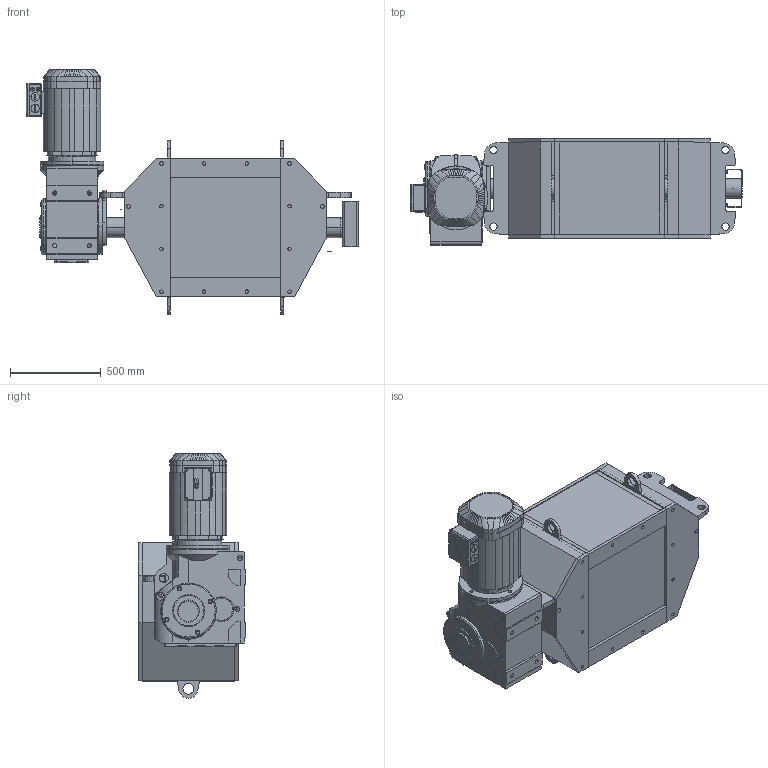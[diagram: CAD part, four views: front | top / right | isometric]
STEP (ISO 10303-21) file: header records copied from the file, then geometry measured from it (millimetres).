
FILE_DESCRIPTION (( 'STEP AP214' ), '1' );
FILE_NAME ('ROLL_CRUSHER_Kopar.STEP', '2024-02-14T12:35:19', ( '' ), ( '' ), 'SwSTEP 2.0', 'SolidWorks 2022', '' );
FILE_SCHEMA (( 'AUTOMOTIVE_DESIGN' ));
Length unit declared in the file: millimetre
Products named in the file (1): ROLL_CRUSHER_Kopar
Bounding box: 1828 x 590 x 1347.1 mm (x, y, z)
Surface area: 9685761.3 mm2 (no closed solid volume)
Topology: 0 solids, 47 shells, 878 faces, 2848 edges, 2015 vertices
Faces by surface type: plane 458, cylinder 335, bspline 80, cone 5
Entity records: 43677 total; most frequent: CARTESIAN_POINT 8855, DIRECTION 5267, ORIENTED_EDGE 4866, EDGE_CURVE 2848, VERTEX_POINT 2015, AXIS2_PLACEMENT_3D 1797, VECTOR 1673, LINE 1673
